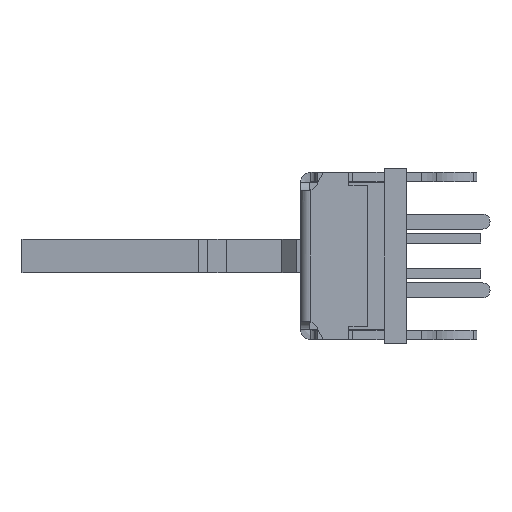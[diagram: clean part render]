
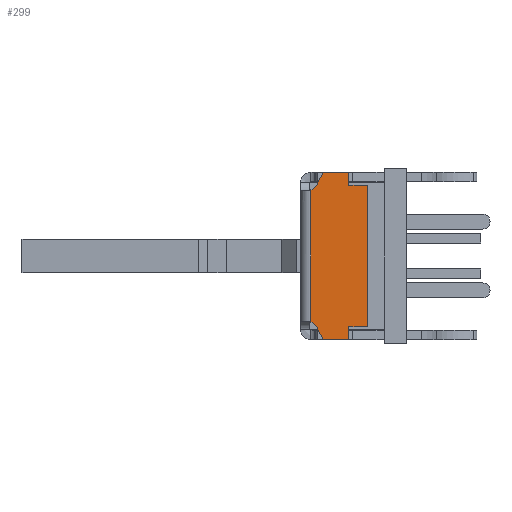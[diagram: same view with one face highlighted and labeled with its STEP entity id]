
A CAD part, left-side view. The second image highlights one B-rep face of the part: STEP entity #299.
In plain terms, the highlighted planar face has unit normal (-1, 0, 0).
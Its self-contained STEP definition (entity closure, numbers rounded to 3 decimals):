
#65 = LINE ( 'NONE', #3262, #315 ) ;
#135 = CARTESIAN_POINT ( 'NONE',  ( -37.5, 5.569, -3.929 ) ) ;
#257 = VERTEX_POINT ( 'NONE', #6056 ) ;
#287 = EDGE_CURVE ( 'NONE', #5443, #5002, #7663, .T. ) ;
#299 = ADVANCED_FACE ( 'NONE', ( #10024 ), #6100, .T. ) ;
#315 = VECTOR ( 'NONE', #2590, 1000. ) ;
#325 = EDGE_CURVE ( 'NONE', #8861, #4021, #2347, .T. ) ;
#465 = LINE ( 'NONE', #9832, #6323 ) ;
#557 = LINE ( 'NONE', #3706, #3069 ) ;
#571 = ORIENTED_EDGE ( 'NONE', *, *, #6053, .T. ) ;
#634 = LINE ( 'NONE', #6341, #7780 ) ;
#693 = DIRECTION ( 'NONE',  ( 0., 0.449, -0.894 ) ) ;
#862 = ORIENTED_EDGE ( 'NONE', *, *, #9667, .F. ) ;
#915 = EDGE_CURVE ( 'NONE', #4133, #6348, #3068, .T. ) ;
#1318 = LINE ( 'NONE', #9923, #2699 ) ;
#1454 = ORIENTED_EDGE ( 'NONE', *, *, #6887, .T. ) ;
#1745 = EDGE_CURVE ( 'NONE', #5798, #2317, #3016, .T. ) ;
#1807 = DIRECTION ( 'NONE',  ( 1., 0., 0. ) ) ;
#1885 = DIRECTION ( 'NONE',  ( 0., 1., 0. ) ) ;
#1999 = DIRECTION ( 'NONE',  ( -1., 0., 0. ) ) ;
#2158 = EDGE_CURVE ( 'NONE', #2372, #8834, #634, .T. ) ;
#2205 = DIRECTION ( 'NONE',  ( 0., 1., 0. ) ) ;
#2238 = CARTESIAN_POINT ( 'NONE',  ( -37.5, 5.283, 4.5 ) ) ;
#2317 = VERTEX_POINT ( 'NONE', #2585 ) ;
#2347 = CIRCLE ( 'NONE', #6611, 0.65 ) ;
#2372 = VERTEX_POINT ( 'NONE', #5558 ) ;
#2584 = DIRECTION ( 'NONE',  ( 0., -1., 0. ) ) ;
#2585 = CARTESIAN_POINT ( 'NONE',  ( -37.5, 5.569, 3.929 ) ) ;
#2590 = DIRECTION ( 'NONE',  ( 0., 0.707, 0.707 ) ) ;
#2692 = VERTEX_POINT ( 'NONE', #4292 ) ;
#2699 = VECTOR ( 'NONE', #7598, 1000. ) ;
#2750 = EDGE_CURVE ( 'NONE', #2372, #5798, #8937, .T. ) ;
#2770 = CARTESIAN_POINT ( 'NONE',  ( -37.5, 5.95, 0. ) ) ;
#2965 = CARTESIAN_POINT ( 'NONE',  ( -37.5, 2.9, 3.8 ) ) ;
#3016 = LINE ( 'NONE', #9300, #9087 ) ;
#3068 = LINE ( 'NONE', #4605, #7126 ) ;
#3069 = VECTOR ( 'NONE', #5430, 1000. ) ;
#3195 = EDGE_CURVE ( 'NONE', #7763, #8861, #1318, .T. ) ;
#3211 = ORIENTED_EDGE ( 'NONE', *, *, #1745, .T. ) ;
#3262 = CARTESIAN_POINT ( 'NONE',  ( -37.5, 4.726, -4.726 ) ) ;
#3346 = ORIENTED_EDGE ( 'NONE', *, *, #7379, .F. ) ;
#3348 = ORIENTED_EDGE ( 'NONE', *, *, #2158, .F. ) ;
#3420 = CARTESIAN_POINT ( 'NONE',  ( -37.5, 6.15, 4.221 ) ) ;
#3706 = CARTESIAN_POINT ( 'NONE',  ( -37.5, 2.9, -3.8 ) ) ;
#4021 = VERTEX_POINT ( 'NONE', #5807 ) ;
#4113 = EDGE_CURVE ( 'NONE', #8834, #4633, #465, .T. ) ;
#4116 = ORIENTED_EDGE ( 'NONE', *, *, #915, .T. ) ;
#4118 = DIRECTION ( 'NONE',  ( -1., 0., 0. ) ) ;
#4133 = VERTEX_POINT ( 'NONE', #5037 ) ;
#4292 = CARTESIAN_POINT ( 'NONE',  ( -37.5, 5.95, -3.559 ) ) ;
#4312 = DIRECTION ( 'NONE',  ( 0., 0., 1. ) ) ;
#4323 = CARTESIAN_POINT ( 'NONE',  ( -37.5, 6.221, -4.15 ) ) ;
#4605 = CARTESIAN_POINT ( 'NONE',  ( -37.5, 4.726, 4.726 ) ) ;
#4609 = CARTESIAN_POINT ( 'NONE',  ( -37.5, 3.9, 3.8 ) ) ;
#4633 = VERTEX_POINT ( 'NONE', #2965 ) ;
#4647 = ORIENTED_EDGE ( 'NONE', *, *, #3195, .F. ) ;
#4769 = CARTESIAN_POINT ( 'NONE',  ( -37.5, 5.761, 3.691 ) ) ;
#4824 = ORIENTED_EDGE ( 'NONE', *, *, #2750, .T. ) ;
#4903 = DIRECTION ( 'NONE',  ( 1., 0., 0. ) ) ;
#4966 = VECTOR ( 'NONE', #6777, 1000. ) ;
#4985 = DIRECTION ( 'NONE',  ( 0., -1., 0. ) ) ;
#5002 = VERTEX_POINT ( 'NONE', #9807 ) ;
#5004 = EDGE_CURVE ( 'NONE', #5443, #7763, #8165, .T. ) ;
#5037 = CARTESIAN_POINT ( 'NONE',  ( -37.5, 5.691, 3.761 ) ) ;
#5094 = ORIENTED_EDGE ( 'NONE', *, *, #287, .T. ) ;
#5430 = DIRECTION ( 'NONE',  ( 0., -1., 0. ) ) ;
#5443 = VERTEX_POINT ( 'NONE', #6064 ) ;
#5459 = AXIS2_PLACEMENT_3D ( 'NONE', #8440, #1999, #2205 ) ;
#5558 = CARTESIAN_POINT ( 'NONE',  ( -37.5, 3.9, 4.5 ) ) ;
#5713 = CARTESIAN_POINT ( 'NONE',  ( -37.5, 6.221, 4.15 ) ) ;
#5798 = VERTEX_POINT ( 'NONE', #2238 ) ;
#5807 = CARTESIAN_POINT ( 'NONE',  ( -37.5, 5.691, -3.761 ) ) ;
#6043 = ORIENTED_EDGE ( 'NONE', *, *, #6699, .T. ) ;
#6053 = EDGE_CURVE ( 'NONE', #6348, #7754, #9153, .T. ) ;
#6056 = CARTESIAN_POINT ( 'NONE',  ( -37.5, 5.761, -3.691 ) ) ;
#6064 = CARTESIAN_POINT ( 'NONE',  ( -37.5, 3.9, -4.5 ) ) ;
#6100 = PLANE ( 'NONE',  #5459 ) ;
#6126 = VECTOR ( 'NONE', #6550, 1000. ) ;
#6168 = ORIENTED_EDGE ( 'NONE', *, *, #4113, .F. ) ;
#6205 = EDGE_CURVE ( 'NONE', #5002, #6881, #557, .T. ) ;
#6323 = VECTOR ( 'NONE', #4985, 1000. ) ;
#6341 = CARTESIAN_POINT ( 'NONE',  ( -37.5, 3.9, 3.8 ) ) ;
#6345 = AXIS2_PLACEMENT_3D ( 'NONE', #5713, #1807, #8089 ) ;
#6347 = DIRECTION ( 'NONE',  ( 0., -1., 0. ) ) ;
#6348 = VERTEX_POINT ( 'NONE', #4769 ) ;
#6550 = DIRECTION ( 'NONE',  ( 0., 1., 0. ) ) ;
#6611 = AXIS2_PLACEMENT_3D ( 'NONE', #6725, #9058, #9166 ) ;
#6641 = ORIENTED_EDGE ( 'NONE', *, *, #8032, .F. ) ;
#6699 = EDGE_CURVE ( 'NONE', #6881, #4633, #8479, .T. ) ;
#6725 = CARTESIAN_POINT ( 'NONE',  ( -37.5, 6.15, -4.221 ) ) ;
#6777 = DIRECTION ( 'NONE',  ( 0., 0., 1. ) ) ;
#6881 = VERTEX_POINT ( 'NONE', #9646 ) ;
#6887 = EDGE_CURVE ( 'NONE', #2317, #4133, #7851, .T. ) ;
#6985 = VECTOR ( 'NONE', #1885, 1000. ) ;
#7062 = ORIENTED_EDGE ( 'NONE', *, *, #5004, .F. ) ;
#7126 = VECTOR ( 'NONE', #9346, 1000. ) ;
#7274 = VECTOR ( 'NONE', #4312, 1000. ) ;
#7379 = EDGE_CURVE ( 'NONE', #4021, #257, #65, .T. ) ;
#7598 = DIRECTION ( 'NONE',  ( 0., 0.449, 0.894 ) ) ;
#7663 = LINE ( 'NONE', #9112, #4966 ) ;
#7682 = AXIS2_PLACEMENT_3D ( 'NONE', #3420, #4903, #6347 ) ;
#7754 = VERTEX_POINT ( 'NONE', #9004 ) ;
#7763 = VERTEX_POINT ( 'NONE', #9925 ) ;
#7780 = VECTOR ( 'NONE', #10051, 1000. ) ;
#7851 = CIRCLE ( 'NONE', #7682, 0.65 ) ;
#7917 = AXIS2_PLACEMENT_3D ( 'NONE', #4323, #4118, #2584 ) ;
#8032 = EDGE_CURVE ( 'NONE', #257, #2692, #8080, .T. ) ;
#8080 = CIRCLE ( 'NONE', #7917, 0.65 ) ;
#8089 = DIRECTION ( 'NONE',  ( 0., -1., 0. ) ) ;
#8113 = CARTESIAN_POINT ( 'NONE',  ( -37.5, 3.9, 4.5 ) ) ;
#8165 = LINE ( 'NONE', #8938, #6985 ) ;
#8396 = ORIENTED_EDGE ( 'NONE', *, *, #6205, .T. ) ;
#8440 = CARTESIAN_POINT ( 'NONE',  ( -37.5, 0., 0. ) ) ;
#8479 = LINE ( 'NONE', #9388, #8507 ) ;
#8507 = VECTOR ( 'NONE', #8633, 1000. ) ;
#8528 = ORIENTED_EDGE ( 'NONE', *, *, #325, .F. ) ;
#8633 = DIRECTION ( 'NONE',  ( 0., 0., 1. ) ) ;
#8834 = VERTEX_POINT ( 'NONE', #4609 ) ;
#8861 = VERTEX_POINT ( 'NONE', #135 ) ;
#8937 = LINE ( 'NONE', #8113, #6126 ) ;
#8938 = CARTESIAN_POINT ( 'NONE',  ( -37.5, 3.9, -4.5 ) ) ;
#9004 = CARTESIAN_POINT ( 'NONE',  ( -37.5, 5.95, 3.559 ) ) ;
#9006 = LINE ( 'NONE', #2770, #7274 ) ;
#9058 = DIRECTION ( 'NONE',  ( -1., 0., 0. ) ) ;
#9087 = VECTOR ( 'NONE', #693, 1000. ) ;
#9112 = CARTESIAN_POINT ( 'NONE',  ( -37.5, 3.9, -3.8 ) ) ;
#9153 = CIRCLE ( 'NONE', #6345, 0.65 ) ;
#9166 = DIRECTION ( 'NONE',  ( 0., -1., 0. ) ) ;
#9300 = CARTESIAN_POINT ( 'NONE',  ( -37.5, 5.283, 4.5 ) ) ;
#9346 = DIRECTION ( 'NONE',  ( 0., 0.707, -0.707 ) ) ;
#9388 = CARTESIAN_POINT ( 'NONE',  ( -37.5, 2.9, 0. ) ) ;
#9646 = CARTESIAN_POINT ( 'NONE',  ( -37.5, 2.9, -3.8 ) ) ;
#9667 = EDGE_CURVE ( 'NONE', #2692, #7754, #9006, .T. ) ;
#9807 = CARTESIAN_POINT ( 'NONE',  ( -37.5, 3.9, -3.8 ) ) ;
#9832 = CARTESIAN_POINT ( 'NONE',  ( -37.5, 2.9, 3.8 ) ) ;
#9923 = CARTESIAN_POINT ( 'NONE',  ( -37.5, 5.283, -4.5 ) ) ;
#9925 = CARTESIAN_POINT ( 'NONE',  ( -37.5, 5.283, -4.5 ) ) ;
#10024 = FACE_OUTER_BOUND ( 'NONE', #10092, .T. ) ;
#10051 = DIRECTION ( 'NONE',  ( 0., 0., -1. ) ) ;
#10092 = EDGE_LOOP ( 'NONE', ( #5094, #8396, #6043, #6168, #3348, #4824, #3211, #1454, #4116, #571, #862, #6641, #3346, #8528, #4647, #7062 ) ) ;
